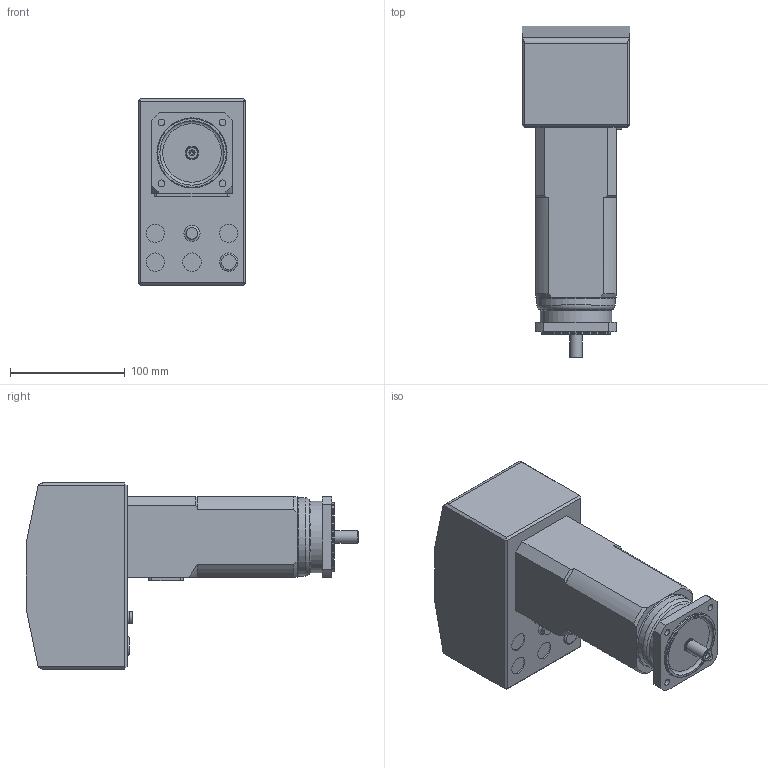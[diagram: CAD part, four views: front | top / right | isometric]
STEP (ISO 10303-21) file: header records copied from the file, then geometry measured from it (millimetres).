
FILE_DESCRIPTION(/* description */ (''),/* implementation_level */ '2;1');
FILE_NAME(/* name */ 'KSD268_R4_2',/* time_stamp */ '2009-03-19T14:10:19+01:00',/* author */ (''),/* organization */ (''),/* preprocessor_version */ 'ST-DEVELOPER v8',/* originating_system */ 'UNIGRAPHICS SOLUTIONS - UNIGRAPHICS 18.0',/* authorisation */ '');
FILE_SCHEMA (('AUTOMOTIVE_DESIGN { 1 2 10303 214 0 1 1 1 }'));
Length unit declared in the file: millimetre
Products named in the file (3): Geh_EsitronXL_0; Rotor_SY2_0; KSD264_-R4_0
Assembly tree (2 placements, depth 2):
  KSD264_-R4_0
    Rotor_SY2_0
    Geh_EsitronXL_0
Bounding box: 94 x 289 x 162 mm (x, y, z)
Volume: 2116685.2 mm3; surface area: 136111.4 mm2
Topology: 3 solids, 3 shells, 123 faces, 276 edges, 175 vertices
Faces by surface type: plane 64, cylinder 38, cone 11, torus 10
Full cylindrical faces by diameter (mm): 2.5 x1, 4 x1, 6 x4, 10 x1, 10.6 x1, 11 x2, 12 x1, 14 x1, 15.02 x1, 16 x5, 48 x2, 56 x1, 60 x1, 62 x1, 68 x1
Entity records: 3257 total; most frequent: DIRECTION 570, CARTESIAN_POINT 557, ORIENTED_EDGE 456, EDGE_CURVE 228, AXIS2_PLACEMENT_3D 228, EDGE_LOOP 186, VERTEX_POINT 167, ADVANCED_FACE 123
